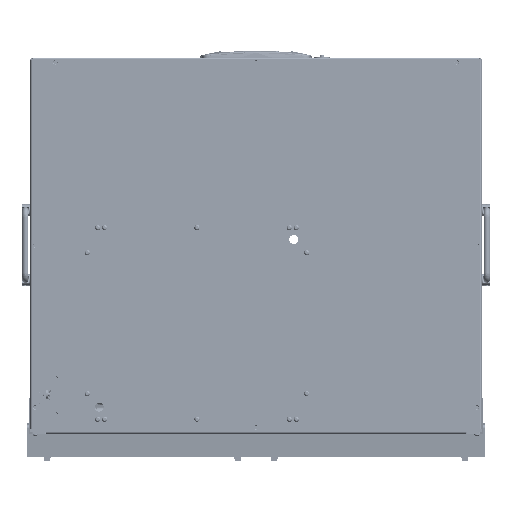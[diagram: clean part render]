
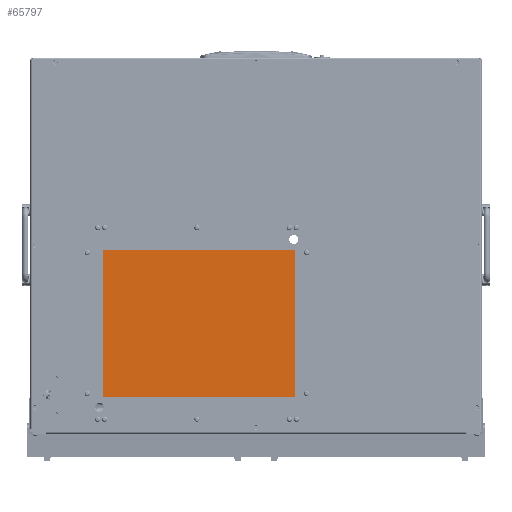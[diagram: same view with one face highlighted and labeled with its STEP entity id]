
A CAD part, front view. The second image highlights one B-rep face of the part: STEP entity #65797.
In plain terms, the highlighted planar face has unit normal (0, -1, 0).
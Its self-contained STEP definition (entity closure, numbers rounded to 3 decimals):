
#1839 = VERTEX_POINT ( 'NONE', #8888 ) ;
#3783 = VECTOR ( 'NONE', #12334, 1000. ) ;
#6726 = AXIS2_PLACEMENT_3D ( 'NONE', #54429, #17525, #60059 ) ;
#7419 = CARTESIAN_POINT ( 'NONE',  ( -141.75, -4.5, -105.65 ) ) ;
#8888 = CARTESIAN_POINT ( 'NONE',  ( 135.25, -4.5, 105.65 ) ) ;
#12297 = ORIENTED_EDGE ( 'NONE', *, *, #75988, .T. ) ;
#12334 = DIRECTION ( 'NONE',  ( 0., 0., -1. ) ) ;
#13831 = EDGE_CURVE ( 'NONE', #45856, #69256, #34714, .T. ) ;
#15347 = CARTESIAN_POINT ( 'NONE',  ( 135.25, -4.5, -105.65 ) ) ;
#15594 = VECTOR ( 'NONE', #73118, 1000. ) ;
#17525 = DIRECTION ( 'NONE',  ( 0., -1., 0. ) ) ;
#21375 = CARTESIAN_POINT ( 'NONE',  ( -141.75, -4.5, 105.65 ) ) ;
#25521 = VERTEX_POINT ( 'NONE', #15347 ) ;
#28086 = ORIENTED_EDGE ( 'NONE', *, *, #13831, .T. ) ;
#34714 = LINE ( 'NONE', #41336, #3783 ) ;
#35416 = ORIENTED_EDGE ( 'NONE', *, *, #43542, .T. ) ;
#41336 = CARTESIAN_POINT ( 'NONE',  ( -141.75, -4.5, -105.65 ) ) ;
#43267 = EDGE_CURVE ( 'NONE', #69256, #25521, #80579, .T. ) ;
#43542 = EDGE_CURVE ( 'NONE', #1839, #45856, #67009, .T. ) ;
#44600 = VECTOR ( 'NONE', #57261, 1000. ) ;
#45856 = VERTEX_POINT ( 'NONE', #21375 ) ;
#47844 = DIRECTION ( 'NONE',  ( -1., 0., 0. ) ) ;
#54372 = VECTOR ( 'NONE', #47844, 1000. ) ;
#54429 = CARTESIAN_POINT ( 'NONE',  ( 135.25, -4.5, 105.65 ) ) ;
#57261 = DIRECTION ( 'NONE',  ( 0., 0., 1. ) ) ;
#57728 = ORIENTED_EDGE ( 'NONE', *, *, #43267, .T. ) ;
#60059 = DIRECTION ( 'NONE',  ( 0., 0., -1. ) ) ;
#62763 = CARTESIAN_POINT ( 'NONE',  ( 135.25, -4.5, 105.65 ) ) ;
#65797 = ADVANCED_FACE ( 'NONE', ( #68458 ), #89944, .T. ) ;
#67009 = LINE ( 'NONE', #62763, #54372 ) ;
#68458 = FACE_OUTER_BOUND ( 'NONE', #78912, .T. ) ;
#69256 = VERTEX_POINT ( 'NONE', #7419 ) ;
#72186 = CARTESIAN_POINT ( 'NONE',  ( 135.25, -4.5, -105.65 ) ) ;
#73118 = DIRECTION ( 'NONE',  ( 1., 0., 0. ) ) ;
#75988 = EDGE_CURVE ( 'NONE', #25521, #1839, #86718, .T. ) ;
#78310 = CARTESIAN_POINT ( 'NONE',  ( 135.25, -4.5, -105.65 ) ) ;
#78912 = EDGE_LOOP ( 'NONE', ( #12297, #35416, #28086, #57728 ) ) ;
#80579 = LINE ( 'NONE', #72186, #15594 ) ;
#86718 = LINE ( 'NONE', #78310, #44600 ) ;
#89944 = PLANE ( 'NONE',  #6726 ) ;
